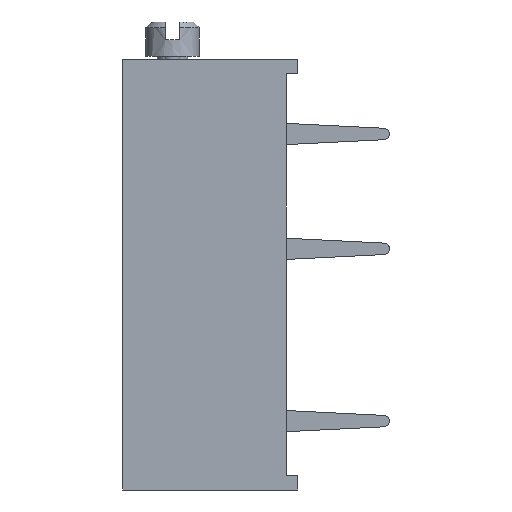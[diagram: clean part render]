
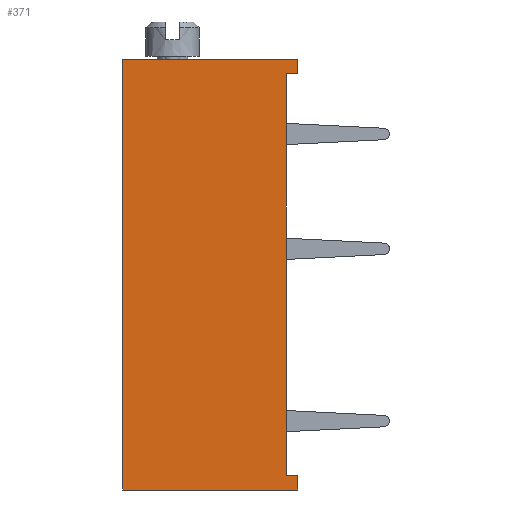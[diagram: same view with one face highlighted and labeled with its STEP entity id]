
A CAD part, left-side view. The second image highlights one B-rep face of the part: STEP entity #371.
In plain terms, the highlighted free-form (B-spline) face has degree [1, 1] with [2, 2] control points.
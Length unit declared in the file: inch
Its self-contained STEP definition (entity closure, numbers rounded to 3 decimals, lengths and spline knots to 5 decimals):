
#37=DIRECTION('',(0.,0.,1.));
#38=VECTOR('',#37,0.025);
#39=CARTESIAN_POINT('',(-0.08,-0.1525,-0.375));
#40=LINE('',#39,#38);
#51=DIRECTION('',(0.,0.,1.));
#52=VECTOR('',#51,0.025);
#53=CARTESIAN_POINT('',(-0.08,-0.1525,0.35));
#54=LINE('',#53,#52);
#72=DIRECTION('',(0.,0.,-1.));
#73=VECTOR('',#72,0.7);
#74=CARTESIAN_POINT('',(-0.08,-0.1325,0.35));
#75=LINE('',#74,#73);
#79=DIRECTION('',(0.,1.,0.));
#80=VECTOR('',#79,0.02);
#81=CARTESIAN_POINT('',(-0.08,-0.1525,-0.35));
#82=LINE('',#81,#80);
#86=DIRECTION('',(0.,1.,0.));
#87=VECTOR('',#86,0.305);
#88=CARTESIAN_POINT('',(-0.08,-0.1525,-0.375));
#89=LINE('',#88,#87);
#93=DIRECTION('',(0.,1.,0.));
#94=VECTOR('',#93,0.02);
#95=CARTESIAN_POINT('',(-0.08,-0.1525,0.35));
#96=LINE('',#95,#94);
#142=DIRECTION('',(0.,1.,0.));
#143=VECTOR('',#142,0.305);
#144=CARTESIAN_POINT('',(-0.08,-0.1525,0.375));
#145=LINE('',#144,#143);
#170=DIRECTION('',(0.,0.,1.));
#171=VECTOR('',#170,0.75);
#172=CARTESIAN_POINT('',(-0.08,0.1525,-0.375));
#173=LINE('',#172,#171);
#261=CARTESIAN_POINT('',(-0.08,-0.1525,-0.375));
#263=VERTEX_POINT('',#261);
#264=CARTESIAN_POINT('',(-0.08,-0.1525,0.375));
#266=VERTEX_POINT('',#264);
#269=CARTESIAN_POINT('',(-0.08,0.1525,-0.375));
#271=VERTEX_POINT('',#269);
#272=CARTESIAN_POINT('',(-0.08,0.1525,0.375));
#273=VERTEX_POINT('',#272);
#276=CARTESIAN_POINT('',(-0.08,-0.1525,-0.35));
#278=VERTEX_POINT('',#276);
#280=CARTESIAN_POINT('',(-0.08,-0.1525,0.35));
#282=VERTEX_POINT('',#280);
#284=CARTESIAN_POINT('',(-0.08,-0.1325,0.35));
#285=CARTESIAN_POINT('',(-0.08,-0.1325,-0.35));
#286=VERTEX_POINT('',#284);
#287=VERTEX_POINT('',#285);
#351=CARTESIAN_POINT('',(-0.08,-0.1586,-0.39));
#352=CARTESIAN_POINT('',(-0.08,0.1586,-0.39));
#353=CARTESIAN_POINT('',(-0.08,-0.1586,0.39));
#354=CARTESIAN_POINT('',(-0.08,0.1586,0.39));
#355=B_SPLINE_SURFACE_WITH_KNOTS('',1,1,((#351,#352),(#353,#354)),.UNSPECIFIED.,
.F.,.F.,.F.,(2,2),(2,2),(-0.015,0.765),(-0.0061,0.3111),.UNSPECIFIED.);
#357=ORIENTED_EDGE('',*,*,#356,.T.);
#358=ORIENTED_EDGE('',*,*,#342,.F.);
#359=ORIENTED_EDGE('',*,*,#315,.F.);
#361=ORIENTED_EDGE('',*,*,#360,.T.);
#363=ORIENTED_EDGE('',*,*,#362,.T.);
#365=ORIENTED_EDGE('',*,*,#364,.F.);
#366=ORIENTED_EDGE('',*,*,#327,.F.);
#368=ORIENTED_EDGE('',*,*,#367,.T.);
#369=EDGE_LOOP('',(#357,#358,#359,#361,#363,#365,#366,#368));
#370=FACE_OUTER_BOUND('',#369,.F.);
#371=ADVANCED_FACE('',(#370),#355,.T.);
#315=EDGE_CURVE('',#263,#278,#40,.T.);
#327=EDGE_CURVE('',#282,#266,#54,.T.);
#342=EDGE_CURVE('',#278,#287,#82,.T.);
#356=EDGE_CURVE('',#286,#287,#75,.T.);
#360=EDGE_CURVE('',#263,#271,#89,.T.);
#362=EDGE_CURVE('',#271,#273,#173,.T.);
#364=EDGE_CURVE('',#266,#273,#145,.T.);
#367=EDGE_CURVE('',#282,#286,#96,.T.);
